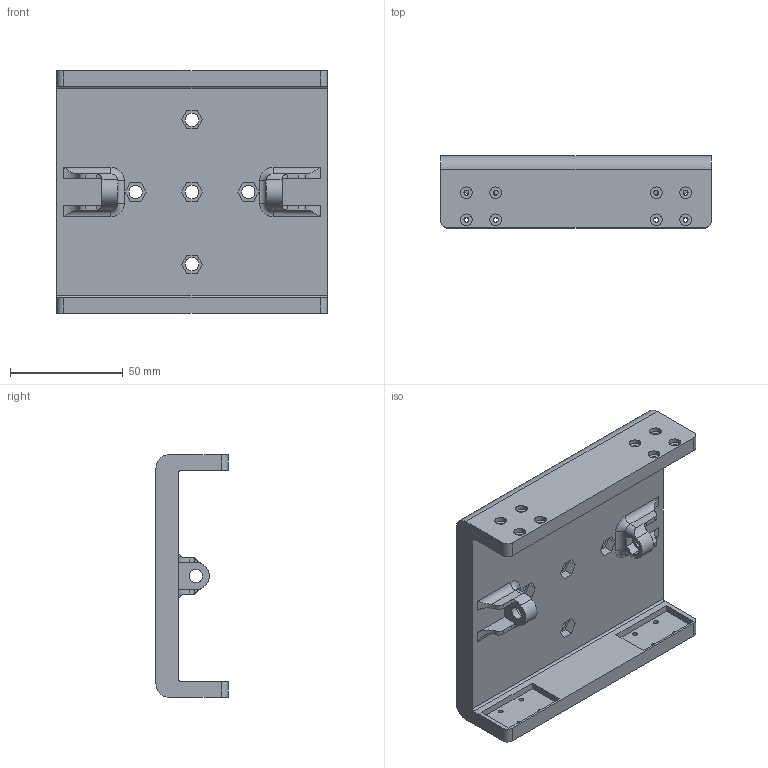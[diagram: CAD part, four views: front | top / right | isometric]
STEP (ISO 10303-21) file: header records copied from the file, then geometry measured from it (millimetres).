
FILE_DESCRIPTION(/* description */ (''),/* implementation_level */ '2;1');
FILE_NAME(/* name */ 'kelkka_lower.step',/* time_stamp */ '2021-07-25T16:35:37+03:00',/* author */ (''),/* organization */ (''),/* preprocessor_version */ 'ST-DEVELOPER v18.1',/* originating_system */ 'Autodesk Translation Framework v10.9.0.1377',/* authorisation */ '');
FILE_SCHEMA (('AUTOMOTIVE_DESIGN { 1 0 10303 214 3 1 1 }'));
Length unit declared in the file: millimetre
Products named in the file (2): kelkka_lower_v3; kelkka_upper_v3 v9
Assembly tree (1 placements, depth 2):
  kelkka_lower_v3
    kelkka_upper_v3 v9
Bounding box: 120 x 32 x 107.75 mm (x, y, z)
Volume: 157931.1 mm3; surface area: 45078.3 mm2
Topology: 1 solids, 1 shells, 190 faces, 465 edges, 306 vertices
Faces by surface type: plane 111, cylinder 75, torus 4
Full cylindrical faces by diameter (mm): 2.2 x16, 5.2 x16, 5.85 x7
Entity records: 5837 total; most frequent: CARTESIAN_POINT 1108, DIRECTION 973, ORIENTED_EDGE 930, EDGE_CURVE 465, AXIS2_PLACEMENT_3D 331, LINE 311, VECTOR 311, VERTEX_POINT 306
